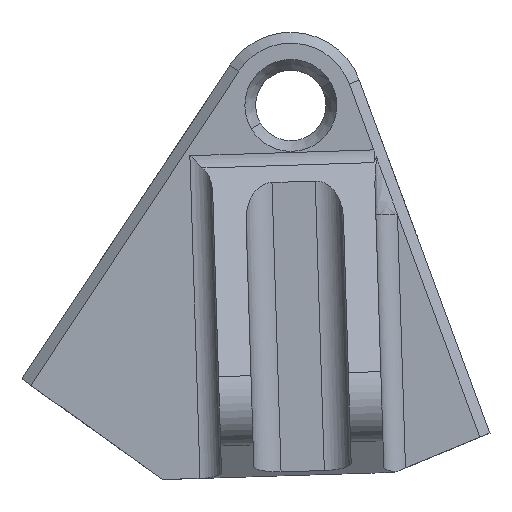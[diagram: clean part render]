
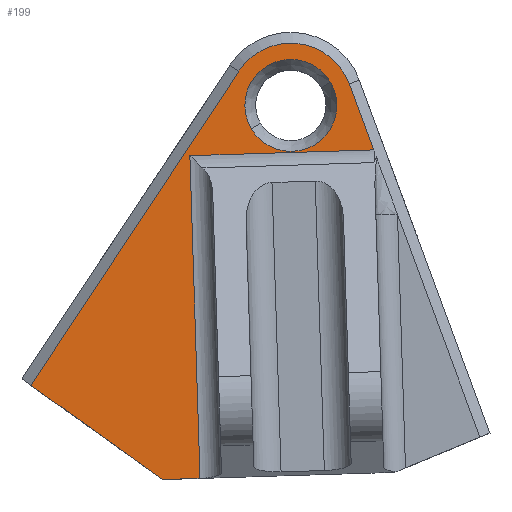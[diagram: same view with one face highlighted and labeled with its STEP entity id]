
A CAD part, top view. The second image highlights one B-rep face of the part: STEP entity #199.
In plain terms, the highlighted planar face has unit normal (0, 0, 1).
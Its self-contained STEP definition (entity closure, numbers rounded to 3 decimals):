
#105=CARTESIAN_POINT('Vertex',(-7.336,-4.293,8.)) ;
#108=CARTESIAN_POINT('Axis2P3D Location',(0.,0.,8.)) ;
#112=CARTESIAN_POINT('Vertex',(7.336,4.293,8.)) ;
#127=CARTESIAN_POINT('Axis2P3D Location',(0.,0.,8.)) ;
#132=CARTESIAN_POINT('Line Origine',(13.045,-2.117,8.)) ;
#136=CARTESIAN_POINT('Vertex',(15.305,-8.224,8.)) ;
#138=CARTESIAN_POINT('Vertex',(10.785,3.99,8.)) ;
#141=CARTESIAN_POINT('Axis2P3D Location',(0.,0.,8.)) ;
#145=CARTESIAN_POINT('Vertex',(-9.587,6.351,8.)) ;
#148=CARTESIAN_POINT('Line Origine',(-28.815,-22.674,8.)) ;
#152=CARTESIAN_POINT('Vertex',(-48.043,-51.7,8.)) ;
#155=CARTESIAN_POINT('Line Origine',(-35.858,-60.415,8.)) ;
#159=CARTESIAN_POINT('Vertex',(-23.672,-69.131,8.)) ;
#162=CARTESIAN_POINT('Line Origine',(-20.225,-69.023,8.)) ;
#166=CARTESIAN_POINT('Vertex',(-16.779,-68.914,8.)) ;
#169=CARTESIAN_POINT('Line Origine',(-17.716,-39.104,8.)) ;
#173=CARTESIAN_POINT('Vertex',(-18.654,-9.293,8.)) ;
#176=CARTESIAN_POINT('Line Origine',(-1.675,-8.759,8.)) ;
#190=CARTESIAN_POINT('Axis2P3D Location',(0.,0.,8.)) ;
#109=DIRECTION('Axis2P3D Direction',(0.,0.,1.)) ;
#128=DIRECTION('Axis2P3D Direction',(0.,0.,1.)) ;
#129=DIRECTION('Axis2P3D XDirection',(1.,0.,0.)) ;
#133=DIRECTION('Vector Direction',(0.347,-0.938,0.)) ;
#142=DIRECTION('Axis2P3D Direction',(0.,0.,1.)) ;
#149=DIRECTION('Vector Direction',(-0.552,-0.834,0.)) ;
#156=DIRECTION('Vector Direction',(-0.813,0.582,0.)) ;
#163=DIRECTION('Vector Direction',(-1.,-0.031,0.)) ;
#170=DIRECTION('Vector Direction',(0.031,-1.,0.)) ;
#177=DIRECTION('Vector Direction',(-1.,-0.031,0.)) ;
#191=DIRECTION('Axis2P3D Direction',(0.,0.,1.)) ;
#110=AXIS2_PLACEMENT_3D('Circle Axis2P3D',#108,#109,$) ;
#130=AXIS2_PLACEMENT_3D('Plane Axis2P3D',#127,#128,#129) ;
#143=AXIS2_PLACEMENT_3D('Circle Axis2P3D',#141,#142,$) ;
#192=AXIS2_PLACEMENT_3D('Circle Axis2P3D',#190,#191,$) ;
#182=ORIENTED_EDGE('',*,*,#140,.T.) ;
#183=ORIENTED_EDGE('',*,*,#147,.T.) ;
#184=ORIENTED_EDGE('',*,*,#154,.T.) ;
#185=ORIENTED_EDGE('',*,*,#161,.T.) ;
#186=ORIENTED_EDGE('',*,*,#168,.T.) ;
#187=ORIENTED_EDGE('',*,*,#175,.T.) ;
#188=ORIENTED_EDGE('',*,*,#180,.F.) ;
#196=ORIENTED_EDGE('',*,*,#194,.F.) ;
#197=ORIENTED_EDGE('',*,*,#114,.F.) ;
#198=FACE_BOUND('',#195,.T.) ;
#134=VECTOR('Line Direction',#133,1.) ;
#150=VECTOR('Line Direction',#149,1.) ;
#157=VECTOR('Line Direction',#156,1.) ;
#164=VECTOR('Line Direction',#163,1.) ;
#171=VECTOR('Line Direction',#170,1.) ;
#178=VECTOR('Line Direction',#177,1.) ;
#199=ADVANCED_FACE('Corps principal',(#189,#198),#131,.T.) ;
#111=CIRCLE('generated circle',#110,8.5) ;
#144=CIRCLE('generated circle',#143,11.5) ;
#193=CIRCLE('generated circle',#192,8.5) ;
#114=EDGE_CURVE('',#106,#113,#111,.T.) ;
#140=EDGE_CURVE('',#137,#139,#135,.F.) ;
#147=EDGE_CURVE('',#139,#146,#144,.T.) ;
#154=EDGE_CURVE('',#146,#153,#151,.T.) ;
#161=EDGE_CURVE('',#153,#160,#158,.F.) ;
#168=EDGE_CURVE('',#160,#167,#165,.F.) ;
#175=EDGE_CURVE('',#167,#174,#172,.F.) ;
#180=EDGE_CURVE('',#137,#174,#179,.T.) ;
#194=EDGE_CURVE('',#113,#106,#193,.T.) ;
#181=EDGE_LOOP('',(#182,#183,#184,#185,#186,#187,#188)) ;
#195=EDGE_LOOP('',(#196,#197)) ;
#189=FACE_OUTER_BOUND('',#181,.T.) ;
#135=LINE('Line',#132,#134) ;
#151=LINE('Line',#148,#150) ;
#158=LINE('Line',#155,#157) ;
#165=LINE('Line',#162,#164) ;
#172=LINE('Line',#169,#171) ;
#179=LINE('Line',#176,#178) ;
#131=PLANE('Plane',#130) ;
#106=VERTEX_POINT('',#105) ;
#113=VERTEX_POINT('',#112) ;
#137=VERTEX_POINT('',#136) ;
#139=VERTEX_POINT('',#138) ;
#146=VERTEX_POINT('',#145) ;
#153=VERTEX_POINT('',#152) ;
#160=VERTEX_POINT('',#159) ;
#167=VERTEX_POINT('',#166) ;
#174=VERTEX_POINT('',#173) ;
